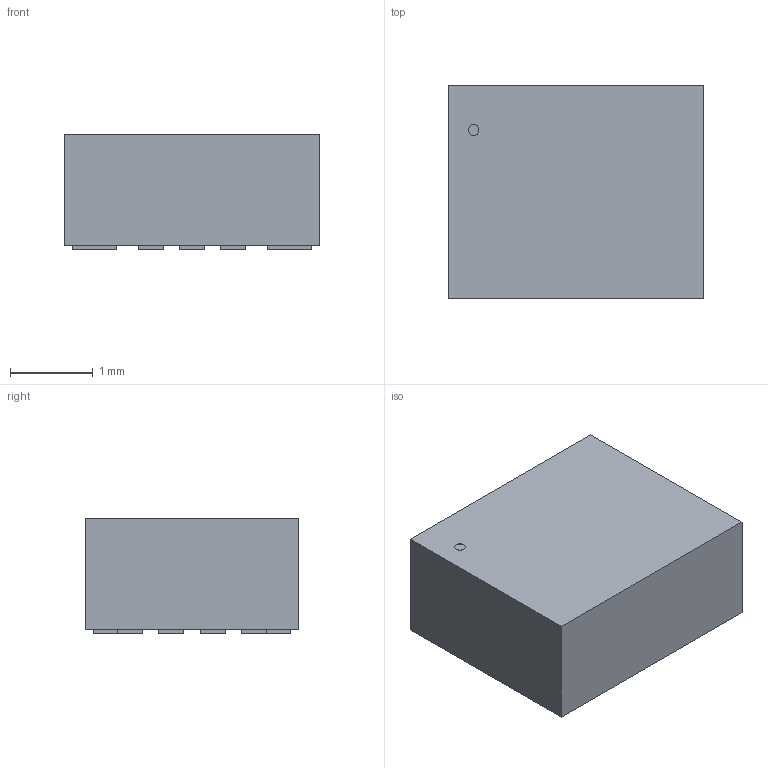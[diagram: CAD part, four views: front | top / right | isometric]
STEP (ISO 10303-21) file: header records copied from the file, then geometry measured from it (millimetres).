
FILE_DESCRIPTION (( 'STEP AP214' ), '1' );
FILE_NAME ('LSM6DSV16XTR.STEP', '2023-10-11T06:20:55', ( 'USER' ), ( '' ), 'SwSTEP 2.0', 'SolidWorks 2016', '' );
FILE_SCHEMA (( 'AUTOMOTIVE_DESIGN' ));
Length unit declared in the file: millimetre
Products named in the file (1): LSM6DSV16XTR
Bounding box: 3.1 x 2.59 x 1.4 mm (x, y, z)
Volume: 10.9 mm3; surface area: 37.1 mm2
Topology: 16 solids, 16 shells, 94 faces, 186 edges, 124 vertices
Faces by surface type: plane 92, cylinder 2
Entity records: 2543 total; most frequent: CARTESIAN_POINT 405, DIRECTION 380, ORIENTED_EDGE 372, EDGE_CURVE 186, LINE 182, VECTOR 182, VERTEX_POINT 124, AXIS2_PLACEMENT_3D 99
